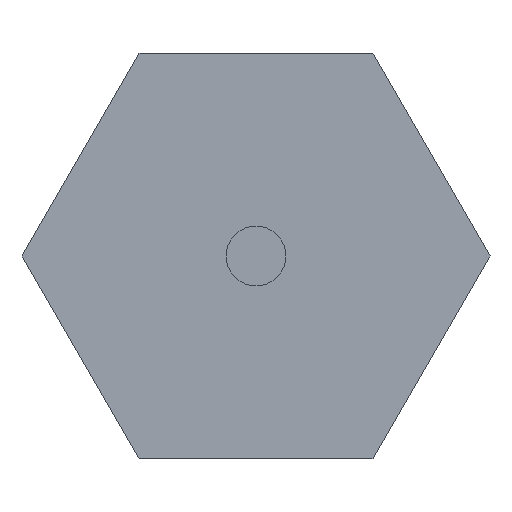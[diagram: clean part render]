
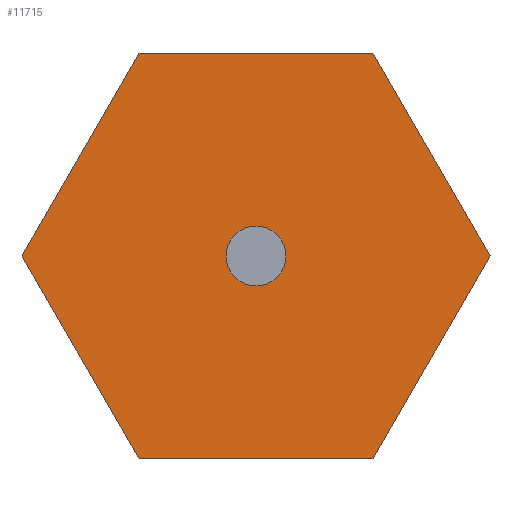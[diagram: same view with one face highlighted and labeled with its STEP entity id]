
A CAD part, front view. The second image highlights one B-rep face of the part: STEP entity #11715.
In plain terms, the highlighted planar face has unit normal (0, -1, 0).
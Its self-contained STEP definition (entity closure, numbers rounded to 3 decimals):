
#11576 = VERTEX_POINT('',#11577);
#11577 = CARTESIAN_POINT('',(1.371,-3.2,2.375));
#11583 = EDGE_CURVE('',#11576,#11584,#11586,.T.);
#11584 = VERTEX_POINT('',#11585);
#11585 = CARTESIAN_POINT('',(-1.371,-3.2,2.375));
#11586 = LINE('',#11587,#11588);
#11587 = CARTESIAN_POINT('',(1.371,-3.2,2.375));
#11588 = VECTOR('',#11589,1.);
#11589 = DIRECTION('',(-1.,0.,0.));
#11607 = VERTEX_POINT('',#11608);
#11608 = CARTESIAN_POINT('',(2.742,-3.2,0.));
#11614 = EDGE_CURVE('',#11607,#11576,#11615,.T.);
#11615 = LINE('',#11616,#11617);
#11616 = CARTESIAN_POINT('',(2.742,-3.2,0.));
#11617 = VECTOR('',#11618,1.);
#11618 = DIRECTION('',(-0.5,0.,0.866));
#11631 = EDGE_CURVE('',#11584,#11632,#11634,.T.);
#11632 = VERTEX_POINT('',#11633);
#11633 = CARTESIAN_POINT('',(-2.742,-3.2,0.));
#11634 = LINE('',#11635,#11636);
#11635 = CARTESIAN_POINT('',(-1.371,-3.2,2.375));
#11636 = VECTOR('',#11637,1.);
#11637 = DIRECTION('',(-0.5,0.,-0.866));
#11655 = VERTEX_POINT('',#11656);
#11656 = CARTESIAN_POINT('',(1.371,-3.2,-2.375));
#11662 = EDGE_CURVE('',#11655,#11607,#11663,.T.);
#11663 = LINE('',#11664,#11665);
#11664 = CARTESIAN_POINT('',(1.371,-3.2,-2.375));
#11665 = VECTOR('',#11666,1.);
#11666 = DIRECTION('',(0.5,0.,0.866));
#11679 = EDGE_CURVE('',#11632,#11680,#11682,.T.);
#11680 = VERTEX_POINT('',#11681);
#11681 = CARTESIAN_POINT('',(-1.371,-3.2,-2.375));
#11682 = LINE('',#11683,#11684);
#11683 = CARTESIAN_POINT('',(-2.742,-3.2,0.));
#11684 = VECTOR('',#11685,1.);
#11685 = DIRECTION('',(0.5,0.,-0.866));
#11703 = EDGE_CURVE('',#11680,#11655,#11704,.T.);
#11704 = LINE('',#11705,#11706);
#11705 = CARTESIAN_POINT('',(-1.371,-3.2,-2.375));
#11706 = VECTOR('',#11707,1.);
#11707 = DIRECTION('',(1.,0.,0.));
#11715 = ADVANCED_FACE('',(#11716,#11724),#11735,.F.);
#11716 = FACE_BOUND('',#11717,.F.);
#11717 = EDGE_LOOP('',(#11718,#11719,#11720,#11721,#11722,#11723));
#11718 = ORIENTED_EDGE('',*,*,#11583,.F.);
#11719 = ORIENTED_EDGE('',*,*,#11614,.F.);
#11720 = ORIENTED_EDGE('',*,*,#11662,.F.);
#11721 = ORIENTED_EDGE('',*,*,#11703,.F.);
#11722 = ORIENTED_EDGE('',*,*,#11679,.F.);
#11723 = ORIENTED_EDGE('',*,*,#11631,.F.);
#11724 = FACE_BOUND('',#11725,.F.);
#11725 = EDGE_LOOP('',(#11726));
#11726 = ORIENTED_EDGE('',*,*,#11727,.F.);
#11727 = EDGE_CURVE('',#11728,#11728,#11730,.T.);
#11728 = VERTEX_POINT('',#11729);
#11729 = CARTESIAN_POINT('',(0.35,-3.2,0.));
#11730 = CIRCLE('',#11731,0.35);
#11731 = AXIS2_PLACEMENT_3D('',#11732,#11733,#11734);
#11732 = CARTESIAN_POINT('',(0.,-3.2,0.));
#11733 = DIRECTION('',(-0.,1.,0.));
#11734 = DIRECTION('',(1.,0.,0.));
#11735 = PLANE('',#11736);
#11736 = AXIS2_PLACEMENT_3D('',#11737,#11738,#11739);
#11737 = CARTESIAN_POINT('',(0.,-3.2,0.));
#11738 = DIRECTION('',(0.,1.,0.));
#11739 = DIRECTION('',(0.,0.,1.));
